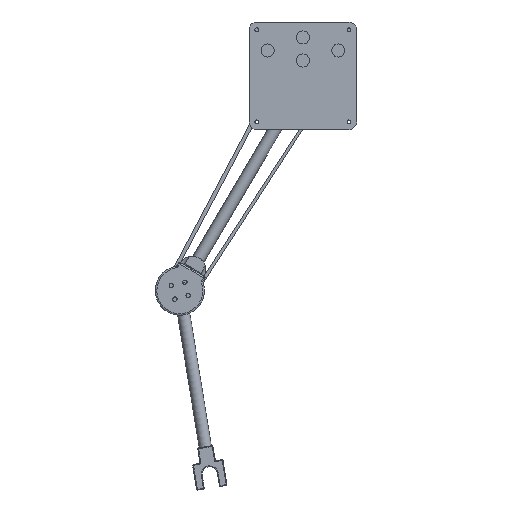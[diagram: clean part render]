
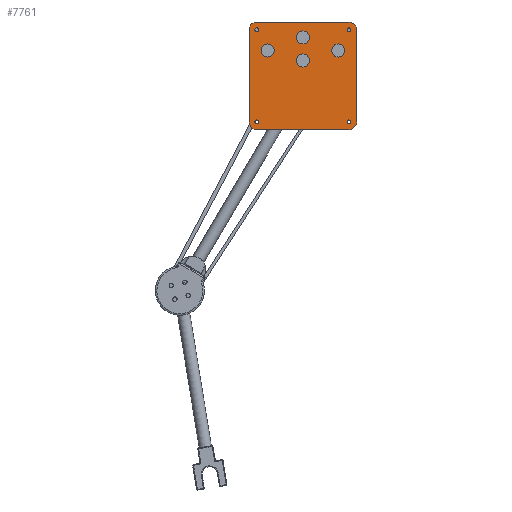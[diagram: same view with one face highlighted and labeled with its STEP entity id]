
A CAD part, front view. The second image highlights one B-rep face of the part: STEP entity #7761.
In plain terms, the highlighted planar face has unit normal (0, -1, 0).
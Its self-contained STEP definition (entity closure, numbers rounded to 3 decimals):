
#589=FACE_BOUND('',#1416,.T.);
#590=FACE_BOUND('',#1417,.T.);
#591=FACE_BOUND('',#1418,.T.);
#592=FACE_BOUND('',#1419,.T.);
#593=FACE_BOUND('',#1420,.T.);
#594=FACE_BOUND('',#1421,.T.);
#595=FACE_BOUND('',#1422,.T.);
#596=FACE_BOUND('',#1423,.T.);
#684=PLANE('',#8606);
#880=FACE_OUTER_BOUND('',#1415,.T.);
#1415=EDGE_LOOP('',(#5455,#5456,#5457,#5458,#5459,#5460,#5461,#5462));
#1416=EDGE_LOOP('',(#5463));
#1417=EDGE_LOOP('',(#5464));
#1418=EDGE_LOOP('',(#5465));
#1419=EDGE_LOOP('',(#5466));
#1420=EDGE_LOOP('',(#5467));
#1421=EDGE_LOOP('',(#5468));
#1422=EDGE_LOOP('',(#5469));
#1423=EDGE_LOOP('',(#5470));
#1960=LINE('',#12099,#2388);
#1966=LINE('',#12127,#2394);
#1967=LINE('',#12130,#2395);
#1969=LINE('',#12136,#2397);
#2388=VECTOR('',#9790,10.);
#2394=VECTOR('',#9818,10.);
#2395=VECTOR('',#9821,10.);
#2397=VECTOR('',#9827,10.);
#2839=CIRCLE('',#8577,1.265);
#2842=CIRCLE('',#8581,1.265);
#2845=CIRCLE('',#8585,1.265);
#2848=CIRCLE('',#8589,1.265);
#2850=CIRCLE('',#8592,5.);
#2858=CIRCLE('',#8603,5.);
#2859=CIRCLE('',#8607,5.);
#2860=CIRCLE('',#8608,5.);
#2861=CIRCLE('',#8609,4.25);
#2862=CIRCLE('',#8610,4.25);
#2863=CIRCLE('',#8611,4.25);
#2864=CIRCLE('',#8612,4.25);
#3286=VERTEX_POINT('',#12058);
#3289=VERTEX_POINT('',#12066);
#3292=VERTEX_POINT('',#12074);
#3295=VERTEX_POINT('',#12082);
#3298=VERTEX_POINT('',#12089);
#3299=VERTEX_POINT('',#12091);
#3301=VERTEX_POINT('',#12097);
#3311=VERTEX_POINT('',#12121);
#3312=VERTEX_POINT('',#12125);
#3313=VERTEX_POINT('',#12129);
#3314=VERTEX_POINT('',#12133);
#3315=VERTEX_POINT('',#12135);
#3316=VERTEX_POINT('',#12138);
#3317=VERTEX_POINT('',#12140);
#3318=VERTEX_POINT('',#12142);
#3319=VERTEX_POINT('',#12144);
#4092=EDGE_CURVE('',#3286,#3286,#2839,.T.);
#4096=EDGE_CURVE('',#3289,#3289,#2842,.T.);
#4100=EDGE_CURVE('',#3292,#3292,#2845,.T.);
#4104=EDGE_CURVE('',#3295,#3295,#2848,.T.);
#4107=EDGE_CURVE('',#3298,#3299,#2850,.T.);
#4111=EDGE_CURVE('',#3298,#3301,#1960,.T.);
#4122=EDGE_CURVE('',#3311,#3301,#2858,.T.);
#4125=EDGE_CURVE('',#3311,#3312,#1966,.T.);
#4126=EDGE_CURVE('',#3313,#3299,#1967,.T.);
#4128=EDGE_CURVE('',#3314,#3312,#2859,.T.);
#4129=EDGE_CURVE('',#3314,#3315,#1969,.T.);
#4130=EDGE_CURVE('',#3313,#3315,#2860,.T.);
#4131=EDGE_CURVE('',#3316,#3316,#2861,.T.);
#4132=EDGE_CURVE('',#3317,#3317,#2862,.T.);
#4133=EDGE_CURVE('',#3318,#3318,#2863,.T.);
#4134=EDGE_CURVE('',#3319,#3319,#2864,.T.);
#5455=ORIENTED_EDGE('',*,*,#4107,.F.);
#5456=ORIENTED_EDGE('',*,*,#4111,.T.);
#5457=ORIENTED_EDGE('',*,*,#4122,.F.);
#5458=ORIENTED_EDGE('',*,*,#4125,.T.);
#5459=ORIENTED_EDGE('',*,*,#4128,.F.);
#5460=ORIENTED_EDGE('',*,*,#4129,.T.);
#5461=ORIENTED_EDGE('',*,*,#4130,.F.);
#5462=ORIENTED_EDGE('',*,*,#4126,.T.);
#5463=ORIENTED_EDGE('',*,*,#4092,.T.);
#5464=ORIENTED_EDGE('',*,*,#4096,.T.);
#5465=ORIENTED_EDGE('',*,*,#4100,.T.);
#5466=ORIENTED_EDGE('',*,*,#4104,.T.);
#5467=ORIENTED_EDGE('',*,*,#4131,.T.);
#5468=ORIENTED_EDGE('',*,*,#4132,.T.);
#5469=ORIENTED_EDGE('',*,*,#4133,.T.);
#5470=ORIENTED_EDGE('',*,*,#4134,.T.);
#7761=ADVANCED_FACE('',(#880,#589,#590,#591,#592,#593,#594,#595,#596),#684,
 .F.);
#8577=AXIS2_PLACEMENT_3D('',#12060,#9749,#9750);
#8581=AXIS2_PLACEMENT_3D('',#12068,#9758,#9759);
#8585=AXIS2_PLACEMENT_3D('',#12076,#9767,#9768);
#8589=AXIS2_PLACEMENT_3D('',#12084,#9776,#9777);
#8592=AXIS2_PLACEMENT_3D('',#12092,#9783,#9784);
#8603=AXIS2_PLACEMENT_3D('',#12122,#9812,#9813);
#8606=AXIS2_PLACEMENT_3D('',#12132,#9823,#9824);
#8607=AXIS2_PLACEMENT_3D('',#12134,#9825,#9826);
#8608=AXIS2_PLACEMENT_3D('',#12137,#9828,#9829);
#8609=AXIS2_PLACEMENT_3D('',#12139,#9830,#9831);
#8610=AXIS2_PLACEMENT_3D('',#12141,#9832,#9833);
#8611=AXIS2_PLACEMENT_3D('',#12143,#9834,#9835);
#8612=AXIS2_PLACEMENT_3D('',#12145,#9836,#9837);
#9749=DIRECTION('center_axis',(0.,1.,0.));
#9750=DIRECTION('ref_axis',(0.,0.,1.));
#9758=DIRECTION('center_axis',(0.,1.,0.));
#9759=DIRECTION('ref_axis',(0.,0.,1.));
#9767=DIRECTION('center_axis',(0.,1.,0.));
#9768=DIRECTION('ref_axis',(0.,0.,1.));
#9776=DIRECTION('center_axis',(0.,1.,0.));
#9777=DIRECTION('ref_axis',(0.,0.,1.));
#9783=DIRECTION('center_axis',(0.,1.,0.));
#9784=DIRECTION('ref_axis',(-0.707,0.,-0.707));
#9790=DIRECTION('',(1.,0.,0.));
#9812=DIRECTION('center_axis',(0.,1.,0.));
#9813=DIRECTION('ref_axis',(0.707,0.,-0.707));
#9818=DIRECTION('',(0.,0.,1.));
#9821=DIRECTION('',(0.,0.,-1.));
#9823=DIRECTION('center_axis',(0.,1.,0.));
#9824=DIRECTION('ref_axis',(0.,0.,1.));
#9825=DIRECTION('center_axis',(0.,1.,0.));
#9826=DIRECTION('ref_axis',(0.707,0.,0.707));
#9827=DIRECTION('',(-1.,0.,0.));
#9828=DIRECTION('center_axis',(0.,1.,0.));
#9829=DIRECTION('ref_axis',(-0.707,0.,0.707));
#9830=DIRECTION('center_axis',(0.,1.,0.));
#9831=DIRECTION('ref_axis',(-1.,0.,0.));
#9832=DIRECTION('center_axis',(0.,1.,0.));
#9833=DIRECTION('ref_axis',(-1.,0.,0.));
#9834=DIRECTION('center_axis',(0.,1.,0.));
#9835=DIRECTION('ref_axis',(-1.,0.,0.));
#9836=DIRECTION('center_axis',(0.,1.,0.));
#9837=DIRECTION('ref_axis',(-1.,0.,0.));
#12058=CARTESIAN_POINT('',(-46.385,4.,42.351));
#12060=CARTESIAN_POINT('Origin',(-46.385,4.,43.615));
#12066=CARTESIAN_POINT('',(13.615,4.,-17.649));
#12068=CARTESIAN_POINT('Origin',(13.615,4.,-16.385));
#12074=CARTESIAN_POINT('',(-46.385,4.,-17.649));
#12076=CARTESIAN_POINT('Origin',(-46.385,4.,-16.385));
#12082=CARTESIAN_POINT('',(13.615,4.,42.351));
#12084=CARTESIAN_POINT('Origin',(13.615,4.,43.615));
#12089=CARTESIAN_POINT('',(-46.385,4.,-21.385));
#12091=CARTESIAN_POINT('',(-51.385,4.,-16.385));
#12092=CARTESIAN_POINT('Origin',(-46.385,4.,-16.385));
#12097=CARTESIAN_POINT('',(13.615,4.,-21.385));
#12099=CARTESIAN_POINT('',(-13.885,4.,-21.385));
#12121=CARTESIAN_POINT('',(18.615,4.,-16.385));
#12122=CARTESIAN_POINT('Origin',(13.615,4.,-16.385));
#12125=CARTESIAN_POINT('',(18.615,4.,43.615));
#12127=CARTESIAN_POINT('',(18.615,4.,31.115));
#12129=CARTESIAN_POINT('',(-51.385,4.,43.615));
#12130=CARTESIAN_POINT('',(-51.385,4.,13.615));
#12132=CARTESIAN_POINT('Origin',(-16.385,4.,18.615));
#12133=CARTESIAN_POINT('',(13.615,4.,48.615));
#12134=CARTESIAN_POINT('Origin',(13.615,4.,43.615));
#12135=CARTESIAN_POINT('',(-46.385,4.,48.615));
#12136=CARTESIAN_POINT('',(-31.385,4.,48.615));
#12137=CARTESIAN_POINT('Origin',(-46.385,4.,43.615));
#12138=CARTESIAN_POINT('',(-12.135,4.,23.615));
#12139=CARTESIAN_POINT('Origin',(-16.385,4.,23.615));
#12140=CARTESIAN_POINT('',(-35.135,4.,30.115));
#12141=CARTESIAN_POINT('Origin',(-39.385,4.,30.115));
#12142=CARTESIAN_POINT('',(-12.135,4.,38.615));
#12143=CARTESIAN_POINT('Origin',(-16.385,4.,38.615));
#12144=CARTESIAN_POINT('',(10.865,4.,30.115));
#12145=CARTESIAN_POINT('Origin',(6.615,4.,30.115));
